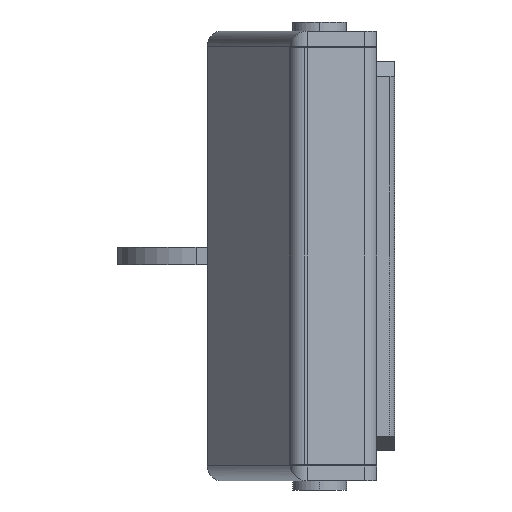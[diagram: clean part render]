
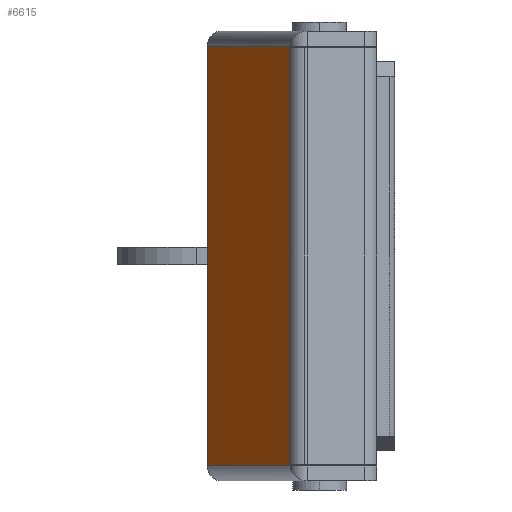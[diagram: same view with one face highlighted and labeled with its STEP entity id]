
A CAD part, left-side view. The second image highlights one B-rep face of the part: STEP entity #6615.
In plain terms, the highlighted planar face has unit normal (-0.174, 0.985, 0).
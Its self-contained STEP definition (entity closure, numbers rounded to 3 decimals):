
#483 = DIRECTION ( 'NONE',  ( 0.174, -0.985, 0. ) ) ;
#584 = ORIENTED_EDGE ( 'NONE', *, *, #4405, .T. ) ;
#621 = VERTEX_POINT ( 'NONE', #4862 ) ;
#742 = CARTESIAN_POINT ( 'NONE',  ( -45.174, 2.003, -14. ) ) ;
#977 = CARTESIAN_POINT ( 'NONE',  ( -45.174, 2.003, -14. ) ) ;
#1038 = LINE ( 'NONE', #5126, #7058 ) ;
#1159 = VECTOR ( 'NONE', #6854, 1000. ) ;
#1486 = LINE ( 'NONE', #5026, #6598 ) ;
#1748 = CARTESIAN_POINT ( 'NONE',  ( -45.174, 2.003, -14. ) ) ;
#1791 = CARTESIAN_POINT ( 'NONE',  ( -45.174, 2.003, 13.9 ) ) ;
#1980 = LINE ( 'NONE', #3366, #1159 ) ;
#2241 = ORIENTED_EDGE ( 'NONE', *, *, #5663, .T. ) ;
#2267 = EDGE_CURVE ( 'NONE', #3561, #7368, #1980, .T. ) ;
#2301 = ORIENTED_EDGE ( 'NONE', *, *, #3921, .T. ) ;
#2604 = DIRECTION ( 'NONE',  ( 0.985, 0.174, 0. ) ) ;
#2746 = DIRECTION ( 'NONE',  ( 0., 0., 1. ) ) ;
#2850 = DIRECTION ( 'NONE',  ( -0.985, -0.174, 0. ) ) ;
#2904 = ORIENTED_EDGE ( 'NONE', *, *, #2267, .F. ) ;
#2929 = CARTESIAN_POINT ( 'NONE',  ( -14., 7.5, -14. ) ) ;
#3090 = VECTOR ( 'NONE', #2850, 1000. ) ;
#3188 = VECTOR ( 'NONE', #2746, 1000. ) ;
#3366 = CARTESIAN_POINT ( 'NONE',  ( -45.174, 2.003, 13.9 ) ) ;
#3561 = VERTEX_POINT ( 'NONE', #1791 ) ;
#3794 = EDGE_CURVE ( 'NONE', #621, #6216, #4694, .T. ) ;
#3870 = CARTESIAN_POINT ( 'NONE',  ( -14., 7.5, 14. ) ) ;
#3879 = DIRECTION ( 'NONE',  ( 0., 0., -1. ) ) ;
#3921 = EDGE_CURVE ( 'NONE', #6216, #4869, #1038, .T. ) ;
#4170 = ORIENTED_EDGE ( 'NONE', *, *, #5523, .T. ) ;
#4173 = VERTEX_POINT ( 'NONE', #742 ) ;
#4176 = FACE_OUTER_BOUND ( 'NONE', #6470, .T. ) ;
#4405 = EDGE_CURVE ( 'NONE', #3561, #621, #1486, .T. ) ;
#4467 = LINE ( 'NONE', #1748, #3090 ) ;
#4474 = LINE ( 'NONE', #977, #3188 ) ;
#4522 = DIRECTION ( 'NONE',  ( 0., 0., 1. ) ) ;
#4694 = LINE ( 'NONE', #6078, #5607 ) ;
#4862 = CARTESIAN_POINT ( 'NONE',  ( -45.174, 2.003, 14. ) ) ;
#4866 = PLANE ( 'NONE',  #6571 ) ;
#4869 = VERTEX_POINT ( 'NONE', #2929 ) ;
#4932 = ORIENTED_EDGE ( 'NONE', *, *, #3794, .T. ) ;
#5026 = CARTESIAN_POINT ( 'NONE',  ( -45.174, 2.003, -14. ) ) ;
#5040 = CARTESIAN_POINT ( 'NONE',  ( -45.174, 2.003, -13.9 ) ) ;
#5126 = CARTESIAN_POINT ( 'NONE',  ( -14., 7.5, 15. ) ) ;
#5523 = EDGE_CURVE ( 'NONE', #4173, #7368, #4474, .T. ) ;
#5607 = VECTOR ( 'NONE', #2604, 1000. ) ;
#5663 = EDGE_CURVE ( 'NONE', #4869, #4173, #4467, .T. ) ;
#6078 = CARTESIAN_POINT ( 'NONE',  ( -14., 7.5, 14. ) ) ;
#6216 = VERTEX_POINT ( 'NONE', #3870 ) ;
#6373 = DIRECTION ( 'NONE',  ( 0.985, 0.174, 0. ) ) ;
#6470 = EDGE_LOOP ( 'NONE', ( #2241, #4170, #2904, #584, #4932, #2301 ) ) ;
#6571 = AXIS2_PLACEMENT_3D ( 'NONE', #7474, #483, #6373 ) ;
#6598 = VECTOR ( 'NONE', #4522, 1000. ) ;
#6615 = ADVANCED_FACE ( 'NONE', ( #4176 ), #4866, .F. ) ;
#6854 = DIRECTION ( 'NONE',  ( 0., 0., -1. ) ) ;
#7058 = VECTOR ( 'NONE', #3879, 1000. ) ;
#7368 = VERTEX_POINT ( 'NONE', #5040 ) ;
#7474 = CARTESIAN_POINT ( 'NONE',  ( -45.174, 2.003, 15. ) ) ;
